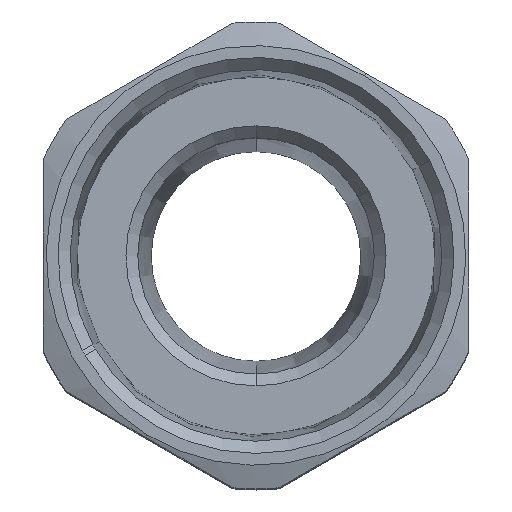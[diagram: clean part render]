
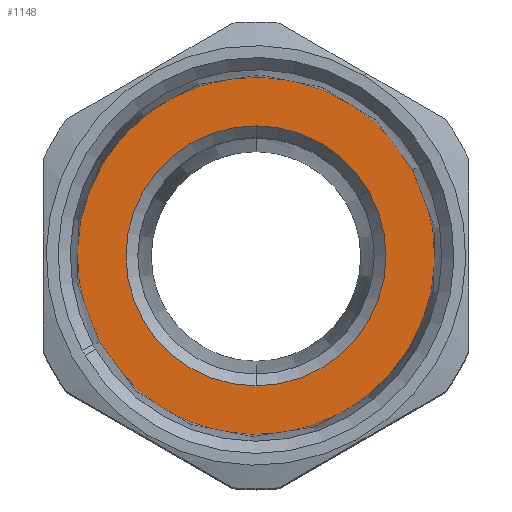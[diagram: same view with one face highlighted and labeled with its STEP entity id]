
A CAD part, top view. The second image highlights one B-rep face of the part: STEP entity #1148.
In plain terms, the highlighted planar face has unit normal (0, 0, 1).
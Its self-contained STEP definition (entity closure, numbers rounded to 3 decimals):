
#1025=AXIS2_PLACEMENT_3D('Circle Axis2P3D',#1023,#1024,$) ;
#1049=AXIS2_PLACEMENT_3D('Circle Axis2P3D',#1047,#1048,$) ;
#1073=AXIS2_PLACEMENT_3D('Circle Axis2P3D',#1071,#1072,$) ;
#1123=AXIS2_PLACEMENT_3D('Plane Axis2P3D',#1120,#1121,#1122) ;
#1127=AXIS2_PLACEMENT_3D('Circle Axis2P3D',#1125,#1126,$) ;
#1136=AXIS2_PLACEMENT_3D('Circle Axis2P3D',#1134,#1135,$) ;
#1020=CARTESIAN_POINT('Vertex',(18.,30.75,54.75)) ;
#1023=CARTESIAN_POINT('Axis2P3D Location',(18.,19.75,54.75)) ;
#1027=CARTESIAN_POINT('Vertex',(18.,8.75,54.75)) ;
#1047=CARTESIAN_POINT('Axis2P3D Location',(18.,19.75,54.75)) ;
#1051=CARTESIAN_POINT('Vertex',(27.526,25.25,54.75)) ;
#1071=CARTESIAN_POINT('Axis2P3D Location',(18.,19.75,54.75)) ;
#1120=CARTESIAN_POINT('Axis2P3D Location',(2.872,19.75,54.75)) ;
#1125=CARTESIAN_POINT('Axis2P3D Location',(18.,19.75,54.75)) ;
#1129=CARTESIAN_POINT('Vertex',(31.276,27.003,54.75)) ;
#1131=CARTESIAN_POINT('Vertex',(4.724,12.497,54.75)) ;
#1134=CARTESIAN_POINT('Axis2P3D Location',(18.,19.75,54.75)) ;
#1024=DIRECTION('Axis2P3D Direction',(0.,0.,1.)) ;
#1048=DIRECTION('Axis2P3D Direction',(0.,0.,1.)) ;
#1072=DIRECTION('Axis2P3D Direction',(0.,0.,1.)) ;
#1121=DIRECTION('Axis2P3D Direction',(0.,0.,1.)) ;
#1122=DIRECTION('Axis2P3D XDirection',(0.,-1.,0.)) ;
#1126=DIRECTION('Axis2P3D Direction',(0.,0.,1.)) ;
#1135=DIRECTION('Axis2P3D Direction',(0.,0.,1.)) ;
#1140=ORIENTED_EDGE('',*,*,#1133,.T.) ;
#1141=ORIENTED_EDGE('',*,*,#1138,.T.) ;
#1144=ORIENTED_EDGE('',*,*,#1075,.F.) ;
#1145=ORIENTED_EDGE('',*,*,#1053,.F.) ;
#1146=ORIENTED_EDGE('',*,*,#1029,.F.) ;
#1147=FACE_BOUND('',#1143,.T.) ;
#1148=ADVANCED_FACE('Part2.2\\Koerper.2',(#1142,#1147),#1124,.T.) ;
#1026=CIRCLE('generated circle',#1025,11.) ;
#1050=CIRCLE('generated circle',#1049,11.) ;
#1074=CIRCLE('generated circle',#1073,11.) ;
#1128=CIRCLE('generated circle',#1127,15.128) ;
#1137=CIRCLE('generated circle',#1136,15.128) ;
#1029=EDGE_CURVE('',#1021,#1028,#1026,.T.) ;
#1053=EDGE_CURVE('',#1028,#1052,#1050,.T.) ;
#1075=EDGE_CURVE('',#1052,#1021,#1074,.T.) ;
#1133=EDGE_CURVE('',#1130,#1132,#1128,.T.) ;
#1138=EDGE_CURVE('',#1132,#1130,#1137,.T.) ;
#1139=EDGE_LOOP('',(#1140,#1141)) ;
#1143=EDGE_LOOP('',(#1144,#1145,#1146)) ;
#1142=FACE_OUTER_BOUND('',#1139,.T.) ;
#1124=PLANE('',#1123) ;
#1021=VERTEX_POINT('',#1020) ;
#1028=VERTEX_POINT('',#1027) ;
#1052=VERTEX_POINT('',#1051) ;
#1130=VERTEX_POINT('',#1129) ;
#1132=VERTEX_POINT('',#1131) ;
